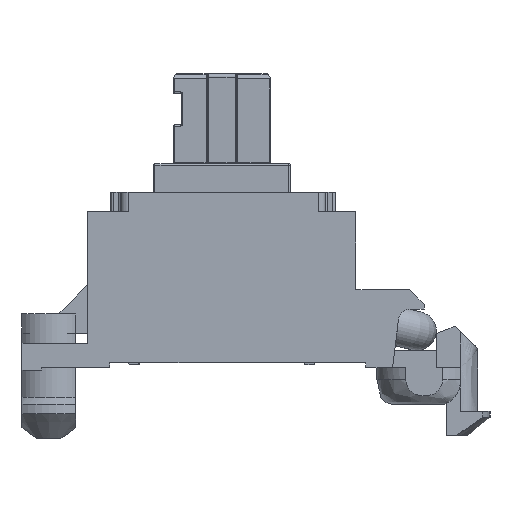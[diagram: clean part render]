
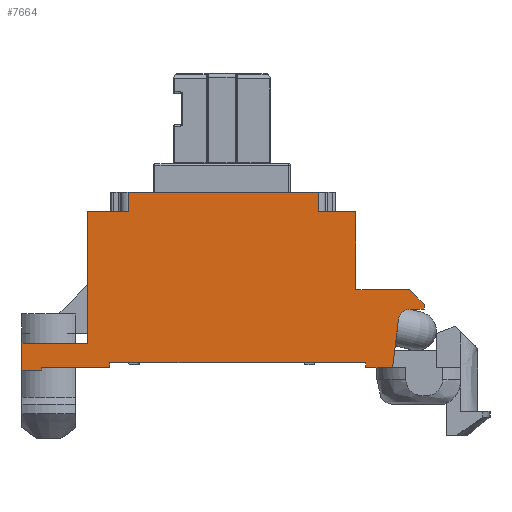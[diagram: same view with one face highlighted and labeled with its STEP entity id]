
A CAD part, left-side view. The second image highlights one B-rep face of the part: STEP entity #7664.
In plain terms, the highlighted planar face has unit normal (-1, 0, 0).
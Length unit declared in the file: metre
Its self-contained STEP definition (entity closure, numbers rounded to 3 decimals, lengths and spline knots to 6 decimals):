
#388=CIRCLE('',#8245,0.0005);
#1242=ORIENTED_EDGE('',*,*,#3459,.F.);
#1243=ORIENTED_EDGE('',*,*,#3407,.F.);
#1244=ORIENTED_EDGE('',*,*,#3460,.F.);
#1245=ORIENTED_EDGE('',*,*,#3461,.F.);
#1246=ORIENTED_EDGE('',*,*,#3462,.F.);
#1247=ORIENTED_EDGE('',*,*,#3463,.F.);
#1248=ORIENTED_EDGE('',*,*,#3464,.F.);
#1249=ORIENTED_EDGE('',*,*,#3465,.F.);
#1250=ORIENTED_EDGE('',*,*,#3466,.F.);
#1251=ORIENTED_EDGE('',*,*,#3467,.F.);
#1252=ORIENTED_EDGE('',*,*,#3249,.F.);
#1253=ORIENTED_EDGE('',*,*,#3468,.F.);
#1254=ORIENTED_EDGE('',*,*,#3469,.F.);
#1255=ORIENTED_EDGE('',*,*,#3470,.F.);
#1256=ORIENTED_EDGE('',*,*,#3471,.F.);
#1257=ORIENTED_EDGE('',*,*,#3472,.F.);
#1258=ORIENTED_EDGE('',*,*,#3473,.F.);
#1259=ORIENTED_EDGE('',*,*,#3349,.F.);
#1260=ORIENTED_EDGE('',*,*,#3474,.F.);
#1261=ORIENTED_EDGE('',*,*,#3475,.T.);
#1262=ORIENTED_EDGE('',*,*,#3440,.F.);
#1263=ORIENTED_EDGE('',*,*,#3476,.F.);
#3249=EDGE_CURVE('',#4407,#4408,#5139,.T.);
#3349=EDGE_CURVE('',#4479,#4480,#5215,.T.);
#3407=EDGE_CURVE('',#4524,#4525,#5264,.T.);
#3440=EDGE_CURVE('',#4554,#4531,#5284,.T.);
#3459=EDGE_CURVE('',#4525,#4569,#5302,.T.);
#3460=EDGE_CURVE('',#4570,#4524,#5303,.T.);
#3461=EDGE_CURVE('',#4571,#4570,#5304,.T.);
#3462=EDGE_CURVE('',#4572,#4571,#5305,.T.);
#3463=EDGE_CURVE('',#4573,#4572,#5306,.T.);
#3464=EDGE_CURVE('',#4574,#4573,#5307,.T.);
#3465=EDGE_CURVE('',#4575,#4574,#5308,.T.);
#3466=EDGE_CURVE('',#4576,#4575,#5309,.T.);
#3467=EDGE_CURVE('',#4408,#4576,#5310,.T.);
#3468=EDGE_CURVE('',#4577,#4407,#5311,.T.);
#3469=EDGE_CURVE('',#4578,#4577,#388,.T.);
#3470=EDGE_CURVE('',#4579,#4578,#5312,.T.);
#3471=EDGE_CURVE('',#4580,#4579,#5313,.T.);
#3472=EDGE_CURVE('',#4581,#4580,#5314,.T.);
#3473=EDGE_CURVE('',#4480,#4581,#5315,.T.);
#3474=EDGE_CURVE('',#4582,#4479,#5316,.T.);
#3475=EDGE_CURVE('',#4582,#4531,#5317,.T.);
#3476=EDGE_CURVE('',#4569,#4554,#5318,.T.);
#4407=VERTEX_POINT('',#11489);
#4408=VERTEX_POINT('',#11491);
#4479=VERTEX_POINT('',#11726);
#4480=VERTEX_POINT('',#11728);
#4524=VERTEX_POINT('',#11842);
#4525=VERTEX_POINT('',#11844);
#4531=VERTEX_POINT('',#11861);
#4554=VERTEX_POINT('',#11906);
#4569=VERTEX_POINT('',#11943);
#4570=VERTEX_POINT('',#11945);
#4571=VERTEX_POINT('',#11947);
#4572=VERTEX_POINT('',#11949);
#4573=VERTEX_POINT('',#11951);
#4574=VERTEX_POINT('',#11953);
#4575=VERTEX_POINT('',#11955);
#4576=VERTEX_POINT('',#11957);
#4577=VERTEX_POINT('',#11960);
#4578=VERTEX_POINT('',#11962);
#4579=VERTEX_POINT('',#11964);
#4580=VERTEX_POINT('',#11966);
#4581=VERTEX_POINT('',#11968);
#4582=VERTEX_POINT('',#11971);
#5139=LINE('',#11490,#5831);
#5215=LINE('',#11727,#5907);
#5264=LINE('',#11843,#5956);
#5284=LINE('',#11907,#5976);
#5302=LINE('',#11942,#5994);
#5303=LINE('',#11944,#5995);
#5304=LINE('',#11946,#5996);
#5305=LINE('',#11948,#5997);
#5306=LINE('',#11950,#5998);
#5307=LINE('',#11952,#5999);
#5308=LINE('',#11954,#6000);
#5309=LINE('',#11956,#6001);
#5310=LINE('',#11958,#6002);
#5311=LINE('',#11959,#6003);
#5312=LINE('',#11963,#6004);
#5313=LINE('',#11965,#6005);
#5314=LINE('',#11967,#6006);
#5315=LINE('',#11969,#6007);
#5316=LINE('',#11970,#6008);
#5317=LINE('',#11972,#6009);
#5318=LINE('',#11973,#6010);
#5831=VECTOR('',#9037,1.);
#5907=VECTOR('',#9195,1.);
#5956=VECTOR('',#9288,1.);
#5976=VECTOR('',#9336,1.);
#5994=VECTOR('',#9360,1.);
#5995=VECTOR('',#9361,1.);
#5996=VECTOR('',#9362,1.);
#5997=VECTOR('',#9363,1.);
#5998=VECTOR('',#9364,1.);
#5999=VECTOR('',#9365,1.);
#6000=VECTOR('',#9366,1.);
#6001=VECTOR('',#9367,1.);
#6002=VECTOR('',#9368,1.);
#6003=VECTOR('',#9369,1.);
#6004=VECTOR('',#9372,1.);
#6005=VECTOR('',#9373,1.);
#6006=VECTOR('',#9374,1.);
#6007=VECTOR('',#9375,1.);
#6008=VECTOR('',#9376,1.);
#6009=VECTOR('',#9377,1.);
#6010=VECTOR('',#9378,1.);
#6530=EDGE_LOOP('',(#1242,#1243,#1244,#1245,#1246,#1247,#1248,#1249,#1250,
#1251,#1252,#1253,#1254,#1255,#1256,#1257,#1258,#1259,#1260,#1261,#1262,
#1263));
#7001=FACE_BOUND('',#6530,.T.);
#7454=PLANE('',#8244);
#7664=ADVANCED_FACE('',(#7001),#7454,.F.);
#8244=AXIS2_PLACEMENT_3D('',#11941,#9358,#9359);
#8245=AXIS2_PLACEMENT_3D('',#11961,#9370,#9371);
#9037=DIRECTION('',(0.,1.,0.));
#9195=DIRECTION('',(0.,0.,-1.));
#9288=DIRECTION('',(0.,0.,1.));
#9336=DIRECTION('',(0.,-1.,0.));
#9358=DIRECTION('',(1.,0.,0.));
#9359=DIRECTION('',(0.,1.,0.));
#9360=DIRECTION('',(0.,-1.,0.));
#9361=DIRECTION('',(0.,-1.,0.));
#9362=DIRECTION('',(0.,0.,1.));
#9363=DIRECTION('',(0.,1.,0.));
#9364=DIRECTION('',(0.,0.,-1.));
#9365=DIRECTION('',(0.,1.,0.));
#9366=DIRECTION('',(0.,0.,-1.));
#9367=DIRECTION('',(0.,1.,0.));
#9368=DIRECTION('',(0.,0.,1.));
#9369=DIRECTION('',(0.,0.124,-0.992));
#9370=DIRECTION('',(-1.,0.,0.));
#9371=DIRECTION('',(0.,1.,0.));
#9372=DIRECTION('',(0.,1.,0.));
#9373=DIRECTION('',(0.,0.,-1.));
#9374=DIRECTION('',(0.,-0.707,-0.707));
#9375=DIRECTION('',(0.,-1.,0.));
#9376=DIRECTION('',(0.,-1.,0.));
#9377=DIRECTION('',(0.,0.,1.));
#9378=DIRECTION('',(0.,0.,1.));
#11489=CARTESIAN_POINT('',(-0.0034,-0.007,-0.0036));
#11490=CARTESIAN_POINT('',(-0.0034,-0.0059,-0.0036));
#11491=CARTESIAN_POINT('',(-0.0034,-0.0059,-0.0036));
#11726=CARTESIAN_POINT('',(-0.0034,-0.0055,0.0028));
#11727=CARTESIAN_POINT('',(-0.0034,-0.0055,0.0036));
#11728=CARTESIAN_POINT('',(-0.0034,-0.0055,-0.0004));
#11842=CARTESIAN_POINT('',(-0.0034,0.0055,-0.0026));
#11843=CARTESIAN_POINT('',(-0.0034,0.0055,0.0036));
#11844=CARTESIAN_POINT('',(-0.0034,0.0055,0.0028));
#11861=CARTESIAN_POINT('',(-0.0034,-0.00395,0.0036));
#11906=CARTESIAN_POINT('',(-0.0034,0.00385,0.0036));
#11907=CARTESIAN_POINT('',(-0.0034,-0.0055,0.0036));
#11941=CARTESIAN_POINT('',(-0.0034,-0.007741,-0.0017));
#11942=CARTESIAN_POINT('',(-0.0034,-0.007741,0.0028));
#11943=CARTESIAN_POINT('',(-0.0034,0.00385,0.0028));
#11944=CARTESIAN_POINT('',(-0.0034,0.0055,-0.0026));
#11945=CARTESIAN_POINT('',(-0.0034,0.0082,-0.0026));
#11946=CARTESIAN_POINT('',(-0.0034,0.0082,-0.0026));
#11947=CARTESIAN_POINT('',(-0.0034,0.0082,-0.0037));
#11948=CARTESIAN_POINT('',(-0.0034,0.0082,-0.0037));
#11949=CARTESIAN_POINT('',(-0.0034,0.0074,-0.0037));
#11950=CARTESIAN_POINT('',(-0.0034,0.0074,-0.0036));
#11951=CARTESIAN_POINT('',(-0.0034,0.0074,-0.0036));
#11952=CARTESIAN_POINT('',(-0.0034,0.0046,-0.0036));
#11953=CARTESIAN_POINT('',(-0.0034,0.0046,-0.0036));
#11954=CARTESIAN_POINT('',(-0.0034,0.0046,-0.0034));
#11955=CARTESIAN_POINT('',(-0.0034,0.0046,-0.0034));
#11956=CARTESIAN_POINT('',(-0.0034,-0.0059,-0.0034));
#11957=CARTESIAN_POINT('',(-0.0034,-0.0059,-0.0034));
#11958=CARTESIAN_POINT('',(-0.0034,-0.0059,-0.0034));
#11959=CARTESIAN_POINT('',(-0.0034,-0.007,-0.0036));
#11960=CARTESIAN_POINT('',(-0.0034,-0.007245,-0.001638));
#11961=CARTESIAN_POINT('',(-0.0034,-0.007741,-0.0017));
#11962=CARTESIAN_POINT('',(-0.0034,-0.007741,-0.0012));
#11963=CARTESIAN_POINT('',(-0.0034,-0.007741,-0.0012));
#11964=CARTESIAN_POINT('',(-0.0034,-0.0083,-0.0012));
#11965=CARTESIAN_POINT('',(-0.0034,-0.0083,-0.0012));
#11966=CARTESIAN_POINT('',(-0.0034,-0.0083,-0.001));
#11967=CARTESIAN_POINT('',(-0.0034,-0.0083,-0.001));
#11968=CARTESIAN_POINT('',(-0.0034,-0.0077,-0.0004));
#11969=CARTESIAN_POINT('',(-0.0034,-0.0077,-0.0004));
#11970=CARTESIAN_POINT('',(-0.0034,-0.007741,0.0028));
#11971=CARTESIAN_POINT('',(-0.0034,-0.00395,0.0028));
#11972=CARTESIAN_POINT('',(-0.0034,-0.00395,-0.015237));
#11973=CARTESIAN_POINT('',(-0.0034,0.00385,-0.015237));
